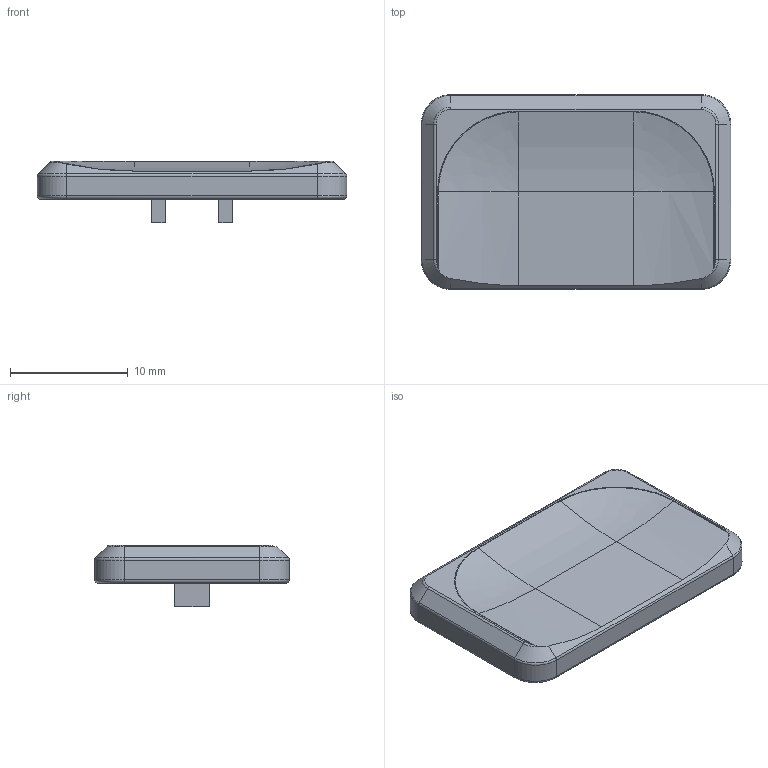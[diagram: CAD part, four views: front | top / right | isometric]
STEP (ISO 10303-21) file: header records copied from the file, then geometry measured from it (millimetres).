
FILE_DESCRIPTION(/* description */ (''),/* implementation_level */ '2;1');
FILE_NAME(/* name */ 'KEA Choc V1 Choc Spaced Thumb Short Keycap 1.5u',/* time_stamp */ '2025-03-04T08:50:05+13:00',/* author */ (''),/* organization */ (''),/* preprocessor_version */ 'ST-DEVELOPER v16.5',/* originating_system */ 'Rhino 7.38',/* authorisation */ '');
FILE_SCHEMA (('AUTOMOTIVE_DESIGN_CC2'));
Length unit declared in the file: millimetre
Products named in the file (1): Document
Bounding box: 26.25 x 16.5 x 5.2 mm (x, y, z)
Volume: 771.6 mm3; surface area: 1143.4 mm2
Topology: 1 solids, 1 shells, 93 faces, 214 edges, 124 vertices
Faces by surface type: bspline 45, plane 27, cylinder 21
Entity records: 2551 total; most frequent: CARTESIAN_POINT 1212, ORIENTED_EDGE 424, EDGE_CURVE 212, VERTEX_POINT 124, B_SPLINE_CURVE_WITH_KNOTS 116, EDGE_LOOP 96, ADVANCED_FACE 93, FACE_OUTER_BOUND 93
